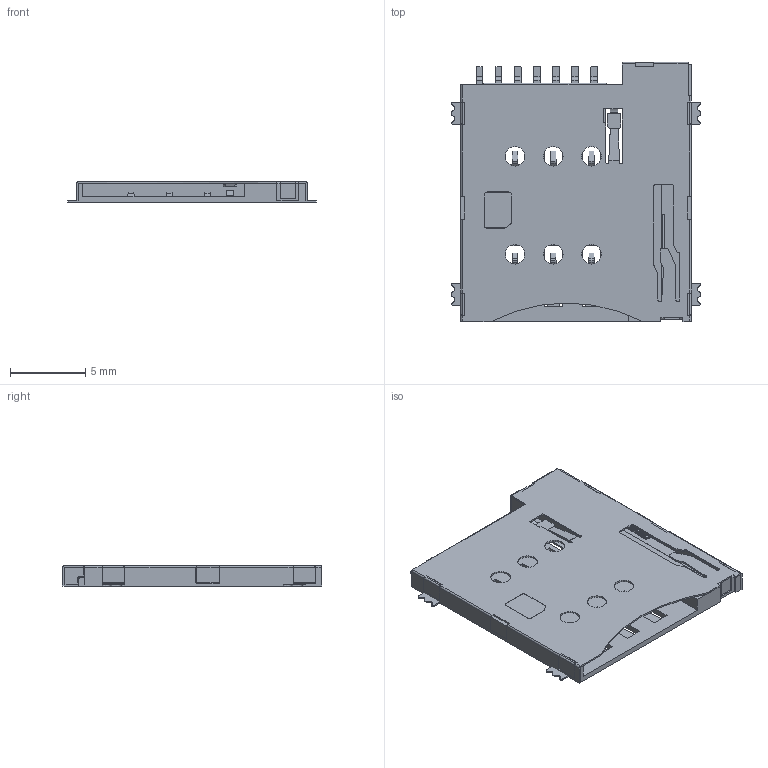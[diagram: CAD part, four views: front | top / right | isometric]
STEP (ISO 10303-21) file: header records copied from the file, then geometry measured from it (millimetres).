
FILE_DESCRIPTION (( 'STEP AP214' ), '1' );
FILE_NAME ('MICRO-SIM-SMD_SI62C-01200.step', '2022-07-12T15:12:20', ( '' ), ( '' ), 'SwSTEP 2.0', 'SolidWorks 2020', '' );
FILE_SCHEMA (( 'AUTOMOTIVE_DESIGN' ));
Length unit declared in the file: millimetre
Products named in the file (1): MICRO-SIM-SMD_SI62C-01200
Bounding box: 16.5 x 17.2 x 1.37 mm (x, y, z)
Volume: 147.4 mm3; surface area: 1202.9 mm2
Topology: 15 solids, 15 shells, 852 faces, 2394 edges, 1592 vertices
Faces by surface type: plane 551, cylinder 182, bspline 114, torus 5
Entity records: 43737 total; most frequent: CARTESIAN_POINT 13013, ORIENTED_EDGE 4786, DIRECTION 3865, EDGE_CURVE 2393, LINE 1783, VECTOR 1783, VERTEX_POINT 1590, AXIS2_PLACEMENT_3D 1041
